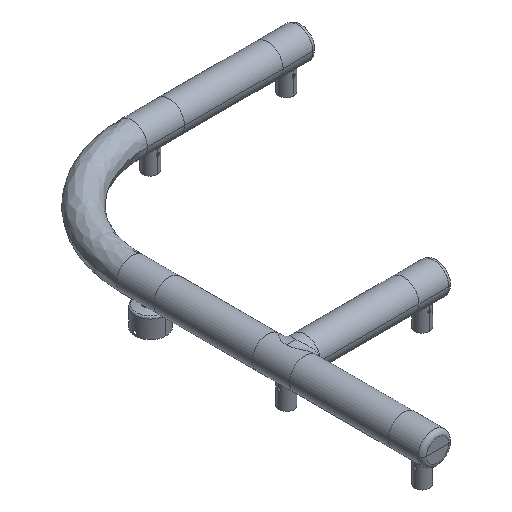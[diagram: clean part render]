
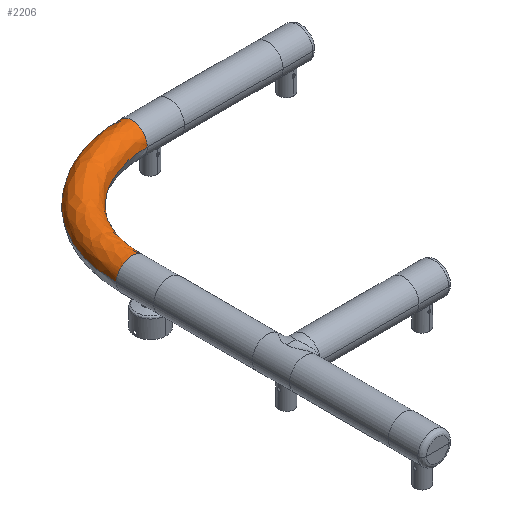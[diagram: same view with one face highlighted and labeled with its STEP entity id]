
A CAD part, isometric view. The second image highlights one B-rep face of the part: STEP entity #2206.
In plain terms, the highlighted free-form (B-spline) face has degree [2, 2] with [9, 9] control points.
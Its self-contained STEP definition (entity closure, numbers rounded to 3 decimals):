
#55=(
BOUNDED_SURFACE()
B_SPLINE_SURFACE(2,2,((#9380,#9381,#9382,#9383,#9384,#9385,#9386,#9387,
#9388),(#9389,#9390,#9391,#9392,#9393,#9394,#9395,#9396,#9397),(#9398,#9399,
#9400,#9401,#9402,#9403,#9404,#9405,#9406),(#9407,#9408,#9409,#9410,#9411,
#9412,#9413,#9414,#9415),(#9416,#9417,#9418,#9419,#9420,#9421,#9422,#9423,
#9424),(#9425,#9426,#9427,#9428,#9429,#9430,#9431,#9432,#9433),(#9434,#9435,
#9436,#9437,#9438,#9439,#9440,#9441,#9442),(#9443,#9444,#9445,#9446,#9447,
#9448,#9449,#9450,#9451),(#9452,#9453,#9454,#9455,#9456,#9457,#9458,#9459,
#9460)),.UNSPECIFIED.,.T.,.F.,.F.)
B_SPLINE_SURFACE_WITH_KNOTS((3,2,2,2,3),(3,2,2,2,3),(0.,148.911,
297.823,446.734,595.646),(0.,19.635,
39.27,58.905,78.54),.UNSPECIFIED.)
GEOMETRIC_REPRESENTATION_ITEM()
RATIONAL_B_SPLINE_SURFACE(((1.,0.707,1.,0.707,1.,
0.707,1.,0.707,1.),(0.707,0.5,0.707,
0.5,0.707,0.5,0.707,0.5,0.707),(1.,
0.707,1.,0.707,1.,0.707,1.,0.707,
1.),(0.707,0.5,0.707,0.5,0.707,0.5,
0.707,0.5,0.707),(1.,0.707,1.,0.707,
1.,0.707,1.,0.707,1.),(0.707,0.5,0.707,
0.5,0.707,0.5,0.707,0.5,0.707),(1.,
0.707,1.,0.707,1.,0.707,1.,0.707,
1.),(0.707,0.5,0.707,0.5,0.707,0.5,
0.707,0.5,0.707),(1.,0.707,1.,0.707,
1.,0.707,1.,0.707,1.)))
REPRESENTATION_ITEM('')
SURFACE()
);
#2206=ADVANCED_FACE('',(#2435),#55,.T.);
#2435=FACE_OUTER_BOUND('',#2689,.T.);
#2689=EDGE_LOOP('',(#3402,#3403,#3404,#3405));
#3402=ORIENTED_EDGE('',*,*,#4154,.F.);
#3403=ORIENTED_EDGE('',*,*,#4255,.T.);
#3404=ORIENTED_EDGE('',*,*,#4186,.F.);
#3405=ORIENTED_EDGE('',*,*,#4185,.F.);
#4154=EDGE_CURVE('',#5181,#5182,#4552,.T.);
#4185=EDGE_CURVE('',#5182,#5049,#4571,.T.);
#4186=EDGE_CURVE('',#5049,#5048,#4572,.T.);
#4255=EDGE_CURVE('',#5181,#5048,#4604,.T.);
#4552=(
BOUNDED_CURVE()
B_SPLINE_CURVE(2,(#13710,#13711,#13712,#13713,#13714),.UNSPECIFIED.,.F.,
 .F.)
B_SPLINE_CURVE_WITH_KNOTS((3,2,3),(0.,19.635,39.27),
 .UNSPECIFIED.)
CURVE()
GEOMETRIC_REPRESENTATION_ITEM()
RATIONAL_B_SPLINE_CURVE((1.,0.707,1.,0.707,1.))
REPRESENTATION_ITEM('')
);
#4571=(
BOUNDED_CURVE()
B_SPLINE_CURVE(2,(#14117,#14118,#14119),.UNSPECIFIED.,.F.,.F.)
B_SPLINE_CURVE_WITH_KNOTS((3,3),(148.934,297.801),
 .UNSPECIFIED.)
CURVE()
GEOMETRIC_REPRESENTATION_ITEM()
RATIONAL_B_SPLINE_CURVE((1.,0.707,1.))
REPRESENTATION_ITEM('')
);
#4572=(
BOUNDED_CURVE()
B_SPLINE_CURVE(2,(#14120,#14121,#14122,#14123,#14124),.UNSPECIFIED.,.F.,
 .F.)
B_SPLINE_CURVE_WITH_KNOTS((3,2,3),(0.,19.635,39.27),
 .UNSPECIFIED.)
CURVE()
GEOMETRIC_REPRESENTATION_ITEM()
RATIONAL_B_SPLINE_CURVE((1.,0.707,1.,0.707,1.))
REPRESENTATION_ITEM('')
);
#4604=(
BOUNDED_CURVE()
B_SPLINE_CURVE(2,(#14354,#14355,#14356),.UNSPECIFIED.,.F.,.F.)
B_SPLINE_CURVE_WITH_KNOTS((3,3),(-129.227,0.),.UNSPECIFIED.)
CURVE()
GEOMETRIC_REPRESENTATION_ITEM()
RATIONAL_B_SPLINE_CURVE((1.,0.707,1.))
REPRESENTATION_ITEM('')
);
#5048=VERTEX_POINT('',#11433);
#5049=VERTEX_POINT('',#11434);
#5181=VERTEX_POINT('',#11566);
#5182=VERTEX_POINT('',#11567);
#9380=CARTESIAN_POINT('',(94.8,127.623,0.));
#9381=CARTESIAN_POINT('',(94.8,127.623,-12.5));
#9382=CARTESIAN_POINT('',(94.8,140.123,-12.5));
#9383=CARTESIAN_POINT('',(94.8,152.623,-12.5));
#9384=CARTESIAN_POINT('',(94.8,152.623,0.));
#9385=CARTESIAN_POINT('',(94.8,152.623,12.5));
#9386=CARTESIAN_POINT('',(94.8,140.123,12.5));
#9387=CARTESIAN_POINT('',(94.8,127.623,12.5));
#9388=CARTESIAN_POINT('',(94.8,127.623,0.));
#9389=CARTESIAN_POINT('',(-12.5,127.623,0.));
#9390=CARTESIAN_POINT('',(-12.5,127.623,-12.5));
#9391=CARTESIAN_POINT('',(0.,140.123,-12.5));
#9392=CARTESIAN_POINT('',(12.5,152.623,-12.5));
#9393=CARTESIAN_POINT('',(12.5,152.623,0.));
#9394=CARTESIAN_POINT('',(12.5,152.623,12.5));
#9395=CARTESIAN_POINT('',(0.,140.123,12.5));
#9396=CARTESIAN_POINT('',(-12.5,127.623,12.5));
#9397=CARTESIAN_POINT('',(-12.5,127.623,0.));
#9398=CARTESIAN_POINT('',(-12.5,234.923,0.));
#9399=CARTESIAN_POINT('',(-12.5,234.923,-12.5));
#9400=CARTESIAN_POINT('',(0.,234.923,-12.5));
#9401=CARTESIAN_POINT('',(12.5,234.923,-12.5));
#9402=CARTESIAN_POINT('',(12.5,234.923,0.));
#9403=CARTESIAN_POINT('',(12.5,234.923,12.5));
#9404=CARTESIAN_POINT('',(0.,234.923,12.5));
#9405=CARTESIAN_POINT('',(-12.5,234.923,12.5));
#9406=CARTESIAN_POINT('',(-12.5,234.923,0.));
#9407=CARTESIAN_POINT('',(-12.5,342.223,0.));
#9408=CARTESIAN_POINT('',(-12.5,342.223,-12.5));
#9409=CARTESIAN_POINT('',(0.,329.723,-12.5));
#9410=CARTESIAN_POINT('',(12.5,317.223,-12.5));
#9411=CARTESIAN_POINT('',(12.5,317.223,0.));
#9412=CARTESIAN_POINT('',(12.5,317.223,12.5));
#9413=CARTESIAN_POINT('',(0.,329.723,12.5));
#9414=CARTESIAN_POINT('',(-12.5,342.223,12.5));
#9415=CARTESIAN_POINT('',(-12.5,342.223,0.));
#9416=CARTESIAN_POINT('',(94.8,342.223,0.));
#9417=CARTESIAN_POINT('',(94.8,342.223,-12.5));
#9418=CARTESIAN_POINT('',(94.8,329.723,-12.5));
#9419=CARTESIAN_POINT('',(94.8,317.223,-12.5));
#9420=CARTESIAN_POINT('',(94.8,317.223,0.));
#9421=CARTESIAN_POINT('',(94.8,317.223,12.5));
#9422=CARTESIAN_POINT('',(94.8,329.723,12.5));
#9423=CARTESIAN_POINT('',(94.8,342.223,12.5));
#9424=CARTESIAN_POINT('',(94.8,342.223,0.));
#9425=CARTESIAN_POINT('',(202.1,342.223,0.));
#9426=CARTESIAN_POINT('',(202.1,342.223,-12.5));
#9427=CARTESIAN_POINT('',(189.6,329.723,-12.5));
#9428=CARTESIAN_POINT('',(177.1,317.223,-12.5));
#9429=CARTESIAN_POINT('',(177.1,317.223,0.));
#9430=CARTESIAN_POINT('',(177.1,317.223,12.5));
#9431=CARTESIAN_POINT('',(189.6,329.723,12.5));
#9432=CARTESIAN_POINT('',(202.1,342.223,12.5));
#9433=CARTESIAN_POINT('',(202.1,342.223,0.));
#9434=CARTESIAN_POINT('',(202.1,234.923,0.));
#9435=CARTESIAN_POINT('',(202.1,234.923,-12.5));
#9436=CARTESIAN_POINT('',(189.6,234.923,-12.5));
#9437=CARTESIAN_POINT('',(177.1,234.923,-12.5));
#9438=CARTESIAN_POINT('',(177.1,234.923,0.));
#9439=CARTESIAN_POINT('',(177.1,234.923,12.5));
#9440=CARTESIAN_POINT('',(189.6,234.923,12.5));
#9441=CARTESIAN_POINT('',(202.1,234.923,12.5));
#9442=CARTESIAN_POINT('',(202.1,234.923,0.));
#9443=CARTESIAN_POINT('',(202.1,127.623,0.));
#9444=CARTESIAN_POINT('',(202.1,127.623,-12.5));
#9445=CARTESIAN_POINT('',(189.6,140.123,-12.5));
#9446=CARTESIAN_POINT('',(177.1,152.623,-12.5));
#9447=CARTESIAN_POINT('',(177.1,152.623,0.));
#9448=CARTESIAN_POINT('',(177.1,152.623,12.5));
#9449=CARTESIAN_POINT('',(189.6,140.123,12.5));
#9450=CARTESIAN_POINT('',(202.1,127.623,12.5));
#9451=CARTESIAN_POINT('',(202.1,127.623,0.));
#9452=CARTESIAN_POINT('',(94.8,127.623,0.));
#9453=CARTESIAN_POINT('',(94.8,127.623,-12.5));
#9454=CARTESIAN_POINT('',(94.8,140.123,-12.5));
#9455=CARTESIAN_POINT('',(94.8,152.623,-12.5));
#9456=CARTESIAN_POINT('',(94.8,152.623,0.));
#9457=CARTESIAN_POINT('',(94.8,152.623,12.5));
#9458=CARTESIAN_POINT('',(94.8,140.123,12.5));
#9459=CARTESIAN_POINT('',(94.8,127.623,12.5));
#9460=CARTESIAN_POINT('',(94.8,127.623,0.));
#11433=CARTESIAN_POINT('',(94.85,317.223,0.));
#11434=CARTESIAN_POINT('',(94.85,342.223,0.));
#11566=CARTESIAN_POINT('',(12.5,234.873,0.));
#11567=CARTESIAN_POINT('',(-12.5,234.873,0.));
#13710=CARTESIAN_POINT('',(12.5,234.873,0.));
#13711=CARTESIAN_POINT('',(12.5,234.873,12.5));
#13712=CARTESIAN_POINT('',(0.,234.873,12.5));
#13713=CARTESIAN_POINT('',(-12.5,234.873,12.5));
#13714=CARTESIAN_POINT('',(-12.5,234.873,0.));
#14117=CARTESIAN_POINT('',(-12.5,234.873,0.));
#14118=CARTESIAN_POINT('',(-12.475,342.198,0.));
#14119=CARTESIAN_POINT('',(94.85,342.223,0.));
#14120=CARTESIAN_POINT('',(94.85,342.223,0.));
#14121=CARTESIAN_POINT('',(94.85,342.223,12.5));
#14122=CARTESIAN_POINT('',(94.85,329.723,12.5));
#14123=CARTESIAN_POINT('',(94.85,317.223,12.5));
#14124=CARTESIAN_POINT('',(94.85,317.223,0.));
#14354=CARTESIAN_POINT('',(12.5,234.873,0.));
#14355=CARTESIAN_POINT('',(12.525,317.198,0.));
#14356=CARTESIAN_POINT('',(94.85,317.223,0.));
